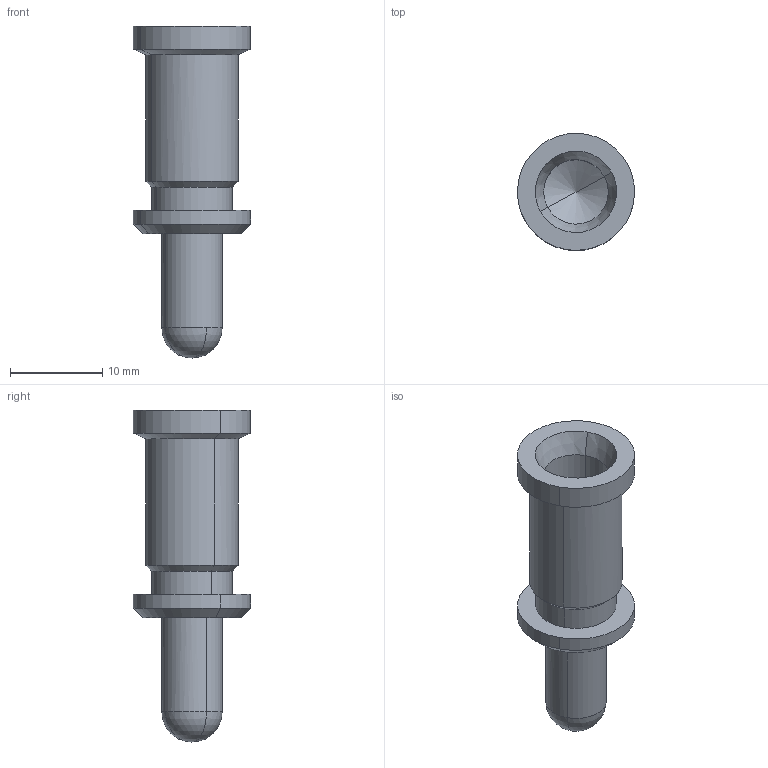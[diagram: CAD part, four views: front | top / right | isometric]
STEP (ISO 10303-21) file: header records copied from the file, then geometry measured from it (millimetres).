
FILE_DESCRIPTION(('CATIA V5 STEP','CAx-IF Rec.Pracs.--- Model Styling and Organization---1.2---2011-12-15'),'2;1');
FILE_NAME ('13284375_2', '2018-07-12T06:49:29+00:00', ('none'), ('Weidmueller'), 'CATIA Version 5-6 Release 2014 SP4 HF52', 'CATIA V5 STEP AP214', 'none');
FILE_SCHEMA(('AUTOMOTIVE_DESIGN { 1 0 10303 214 1 1 1 1 }'));
Length unit declared in the file: millimetre
Products named in the file (1): 1435770000
Bounding box: 12.7 x 12.7 x 36 mm (x, y, z)
Volume: 1658.4 mm3; surface area: 1688.3 mm2
Topology: 1 solids, 1 shells, 29 faces, 62 edges, 32 vertices
Faces by surface type: cylinder 12, cone 10, sphere 4, plane 3
Entity records: 732 total; most frequent: CARTESIAN_POINT 140, ORIENTED_EDGE 112, DIRECTION 107, AXIS2_PLACEMENT_3D 59, EDGE_CURVE 56, EDGE_LOOP 32, VERTEX_POINT 32, CIRCLE 31
